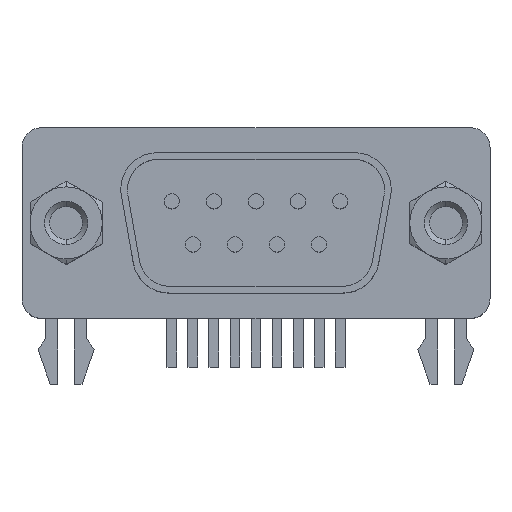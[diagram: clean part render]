
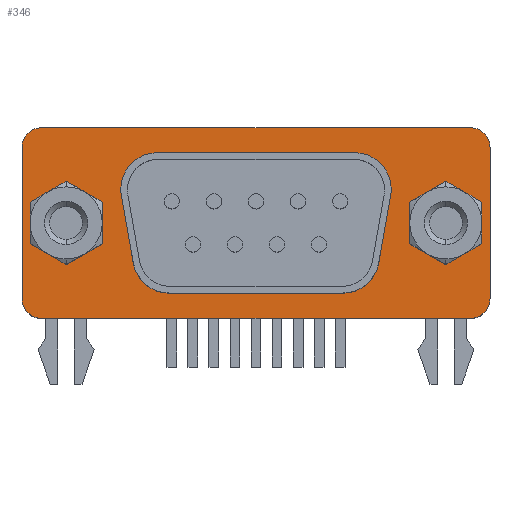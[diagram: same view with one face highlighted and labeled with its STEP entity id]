
A CAD part, top view. The second image highlights one B-rep face of the part: STEP entity #346.
In plain terms, the highlighted planar face has unit normal (0, 0, 1).
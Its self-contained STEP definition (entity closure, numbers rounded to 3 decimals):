
#346=ADVANCED_FACE('',(#876,#877,#878,#879),#880,.T.);
#876=FACE_BOUND('',#1617,.T.);
#877=FACE_BOUND('',#1618,.T.);
#878=FACE_OUTER_BOUND('',#1619,.T.);
#879=FACE_BOUND('',#1620,.T.);
#880=PLANE('',#1621);
#1617=EDGE_LOOP('',(#2569,#2570,#2571,#2572,#2573,#2574));
#1618=EDGE_LOOP('',(#2575,#2576,#2577,#2578,#2579,#2580,#2581,#2582,#2583,#2584));
#1619=EDGE_LOOP('',(#2585,#2586,#2587,#2588,#2589,#2590,#2591,#2592));
#1620=EDGE_LOOP('',(#2593,#2594,#2595,#2596,#2597,#2598));
#1621=AXIS2_PLACEMENT_3D('',#2599,#2600,#2601);
#2569=ORIENTED_EDGE('',*,*,#4477,.T.);
#2570=ORIENTED_EDGE('',*,*,#4478,.T.);
#2571=ORIENTED_EDGE('',*,*,#4479,.T.);
#2572=ORIENTED_EDGE('',*,*,#4480,.T.);
#2573=ORIENTED_EDGE('',*,*,#4481,.T.);
#2574=ORIENTED_EDGE('',*,*,#4482,.T.);
#2575=ORIENTED_EDGE('',*,*,#4483,.T.);
#2576=ORIENTED_EDGE('',*,*,#4484,.T.);
#2577=ORIENTED_EDGE('',*,*,#4485,.T.);
#2578=ORIENTED_EDGE('',*,*,#4315,.T.);
#2579=ORIENTED_EDGE('',*,*,#4486,.T.);
#2580=ORIENTED_EDGE('',*,*,#4308,.T.);
#2581=ORIENTED_EDGE('',*,*,#4487,.T.);
#2582=ORIENTED_EDGE('',*,*,#4488,.T.);
#2583=ORIENTED_EDGE('',*,*,#4489,.T.);
#2584=ORIENTED_EDGE('',*,*,#4490,.T.);
#2585=ORIENTED_EDGE('',*,*,#4491,.F.);
#2586=ORIENTED_EDGE('',*,*,#4492,.F.);
#2587=ORIENTED_EDGE('',*,*,#4493,.F.);
#2588=ORIENTED_EDGE('',*,*,#4494,.F.);
#2589=ORIENTED_EDGE('',*,*,#4495,.F.);
#2590=ORIENTED_EDGE('',*,*,#4496,.F.);
#2591=ORIENTED_EDGE('',*,*,#4497,.F.);
#2592=ORIENTED_EDGE('',*,*,#4498,.F.);
#2593=ORIENTED_EDGE('',*,*,#4469,.T.);
#2594=ORIENTED_EDGE('',*,*,#4472,.T.);
#2595=ORIENTED_EDGE('',*,*,#4459,.T.);
#2596=ORIENTED_EDGE('',*,*,#4463,.T.);
#2597=ORIENTED_EDGE('',*,*,#4466,.T.);
#2598=ORIENTED_EDGE('',*,*,#4474,.T.);
#2599=CARTESIAN_POINT('',(0.,0.0,0.0));
#2600=DIRECTION('',(0.0,0.0,1.0));
#2601=DIRECTION('',(1.0,0.0,0.0));
#4308=EDGE_CURVE('',#5120,#5117,#5121,.T.);
#4315=EDGE_CURVE('',#5127,#5131,#5133,.T.);
#4459=EDGE_CURVE('',#5366,#5364,#5367,.T.);
#4463=EDGE_CURVE('',#5364,#5370,#5372,.T.);
#4466=EDGE_CURVE('',#5370,#5374,#5376,.T.);
#4469=EDGE_CURVE('',#5380,#5378,#5381,.T.);
#4472=EDGE_CURVE('',#5378,#5366,#5384,.T.);
#4474=EDGE_CURVE('',#5374,#5380,#5386,.T.);
#4477=EDGE_CURVE('',#5389,#5390,#5391,.T.);
#4478=EDGE_CURVE('',#5390,#5392,#5393,.T.);
#4479=EDGE_CURVE('',#5392,#5394,#5395,.T.);
#4480=EDGE_CURVE('',#5394,#5396,#5397,.T.);
#4481=EDGE_CURVE('',#5396,#5398,#5399,.T.);
#4482=EDGE_CURVE('',#5398,#5389,#5400,.T.);
#4483=EDGE_CURVE('',#5401,#5402,#5403,.T.);
#4484=EDGE_CURVE('',#5402,#5404,#5405,.T.);
#4485=EDGE_CURVE('',#5404,#5127,#5406,.T.);
#4486=EDGE_CURVE('',#5131,#5120,#5407,.T.);
#4487=EDGE_CURVE('',#5117,#5408,#5409,.T.);
#4488=EDGE_CURVE('',#5408,#5410,#5411,.T.);
#4489=EDGE_CURVE('',#5410,#5412,#5413,.T.);
#4490=EDGE_CURVE('',#5412,#5401,#5414,.T.);
#4491=EDGE_CURVE('',#5415,#5416,#5417,.T.);
#4492=EDGE_CURVE('',#5418,#5415,#5419,.T.);
#4493=EDGE_CURVE('',#5420,#5418,#5421,.T.);
#4494=EDGE_CURVE('',#5422,#5420,#5423,.T.);
#4495=EDGE_CURVE('',#5424,#5422,#5425,.T.);
#4496=EDGE_CURVE('',#5426,#5424,#5427,.T.);
#4497=EDGE_CURVE('',#5428,#5426,#5429,.T.);
#4498=EDGE_CURVE('',#5416,#5428,#5430,.T.);
#5117=VERTEX_POINT('',#6303);
#5120=VERTEX_POINT('',#6307);
#5121=CIRCLE('',#6308,2.4);
#5127=VERTEX_POINT('',#6315);
#5131=VERTEX_POINT('',#6320);
#5133=CIRCLE('',#6323,2.4);
#5364=VERTEX_POINT('',#6750);
#5366=VERTEX_POINT('',#6753);
#5367=LINE('',#6754,#6755);
#5370=VERTEX_POINT('',#6759);
#5372=LINE('',#6762,#6763);
#5374=VERTEX_POINT('',#6765);
#5376=LINE('',#6768,#6769);
#5378=VERTEX_POINT('',#6771);
#5380=VERTEX_POINT('',#6774);
#5381=LINE('',#6775,#6776);
#5384=LINE('',#6780,#6781);
#5386=LINE('',#6783,#6784);
#5389=VERTEX_POINT('',#6787);
#5390=VERTEX_POINT('',#6788);
#5391=LINE('',#6789,#6790);
#5392=VERTEX_POINT('',#6791);
#5393=LINE('',#6792,#6793);
#5394=VERTEX_POINT('',#6794);
#5395=LINE('',#6795,#6796);
#5396=VERTEX_POINT('',#6797);
#5397=LINE('',#6798,#6799);
#5398=VERTEX_POINT('',#6800);
#5399=LINE('',#6801,#6802);
#5400=LINE('',#6803,#6804);
#5401=VERTEX_POINT('',#6805);
#5402=VERTEX_POINT('',#6806);
#5403=CIRCLE('',#6807,2.4);
#5404=VERTEX_POINT('',#6808);
#5405=LINE('',#6809,#6810);
#5406=CIRCLE('',#6811,2.4);
#5407=LINE('',#6812,#6813);
#5408=VERTEX_POINT('',#6814);
#5409=CIRCLE('',#6815,2.4);
#5410=VERTEX_POINT('',#6816);
#5411=LINE('',#6817,#6818);
#5412=VERTEX_POINT('',#6819);
#5413=CIRCLE('',#6820,2.4);
#5414=LINE('',#6821,#6822);
#5415=VERTEX_POINT('',#6823);
#5416=VERTEX_POINT('',#6824);
#5417=CIRCLE('',#6825,1.3);
#5418=VERTEX_POINT('',#6826);
#5419=LINE('',#6827,#6828);
#5420=VERTEX_POINT('',#6829);
#5421=CIRCLE('',#6830,1.3);
#5422=VERTEX_POINT('',#6831);
#5423=LINE('',#6832,#6833);
#5424=VERTEX_POINT('',#6834);
#5425=CIRCLE('',#6835,1.3);
#5426=VERTEX_POINT('',#6836);
#5427=LINE('',#6837,#6838);
#5428=VERTEX_POINT('',#6839);
#5429=CIRCLE('',#6840,1.3);
#5430=LINE('',#6841,#6842);
#6303=CARTESIAN_POINT('',(8.9,2.22,0.0));
#6307=CARTESIAN_POINT('',(6.5,4.62,0.0));
#6308=AXIS2_PLACEMENT_3D('',#8191,#8192,#8193);
#6315=CARTESIAN_POINT('',(-8.9,2.22,0.0));
#6320=CARTESIAN_POINT('',(-6.5,4.62,0.0));
#6323=AXIS2_PLACEMENT_3D('',#8203,#8204,#8205);
#6750=CARTESIAN_POINT('',(12.5,2.742,0.));
#6753=CARTESIAN_POINT('',(10.125,1.371,0.));
#6754=CARTESIAN_POINT('',(6.625,-0.65,0.0));
#6755=VECTOR('',#8399,1.0);
#6759=CARTESIAN_POINT('',(14.875,1.371,0.));
#6762=CARTESIAN_POINT('',(9.0,4.763,0.0));
#6763=VECTOR('',#8402,1.0);
#6765=CARTESIAN_POINT('',(14.875,-1.371,0.));
#6768=CARTESIAN_POINT('',(14.875,0.,0.0));
#6769=VECTOR('',#8404,1.0);
#6771=CARTESIAN_POINT('',(10.125,-1.371,0.));
#6774=CARTESIAN_POINT('',(12.5,-2.742,0.));
#6775=CARTESIAN_POINT('',(6.625,0.65,0.0));
#6776=VECTOR('',#8406,1.0);
#6780=CARTESIAN_POINT('',(10.125,0.,0.0));
#6781=VECTOR('',#8408,1.0);
#6783=CARTESIAN_POINT('',(9.0,-4.763,0.0));
#6784=VECTOR('',#8409,1.0);
#6787=CARTESIAN_POINT('',(-12.5,-2.742,0.));
#6788=CARTESIAN_POINT('',(-14.875,-1.371,0.));
#6789=CARTESIAN_POINT('',(-9.0,-4.763,0.0));
#6790=VECTOR('',#8410,1.0);
#6791=CARTESIAN_POINT('',(-14.875,1.371,0.));
#6792=CARTESIAN_POINT('',(-14.875,0.,0.0));
#6793=VECTOR('',#8411,1.0);
#6794=CARTESIAN_POINT('',(-12.5,2.742,0.));
#6795=CARTESIAN_POINT('',(-9.0,4.763,0.0));
#6796=VECTOR('',#8412,1.0);
#6797=CARTESIAN_POINT('',(-10.125,1.371,0.));
#6798=CARTESIAN_POINT('',(-6.625,-0.65,0.));
#6799=VECTOR('',#8413,1.0);
#6800=CARTESIAN_POINT('',(-10.125,-1.371,0.));
#6801=CARTESIAN_POINT('',(-10.125,0.,0.0));
#6802=VECTOR('',#8414,1.0);
#6803=CARTESIAN_POINT('',(-6.625,0.65,0.0));
#6804=VECTOR('',#8415,1.0);
#6805=CARTESIAN_POINT('',(-5.717,-4.62,0.0));
#6806=CARTESIAN_POINT('',(-8.081,-2.637,0.0));
#6807=AXIS2_PLACEMENT_3D('',#8416,#8417,#8418);
#6808=CARTESIAN_POINT('',(-8.864,1.803,0.0));
#6809=CARTESIAN_POINT('',(-8.38,-0.939,0.));
#6810=VECTOR('',#8419,1.0);
#6811=AXIS2_PLACEMENT_3D('',#8420,#8421,#8422);
#6812=CARTESIAN_POINT('',(0.,4.62,0.0));
#6813=VECTOR('',#8423,1.0);
#6814=CARTESIAN_POINT('',(8.864,1.803,0.0));
#6815=AXIS2_PLACEMENT_3D('',#8424,#8425,#8426);
#6816=CARTESIAN_POINT('',(8.081,-2.637,0.0));
#6817=CARTESIAN_POINT('',(8.38,-0.939,0.0));
#6818=VECTOR('',#8427,1.0);
#6819=CARTESIAN_POINT('',(5.717,-4.62,0.0));
#6820=AXIS2_PLACEMENT_3D('',#8428,#8429,#8430);
#6821=CARTESIAN_POINT('',(0.,-4.62,0.0));
#6822=VECTOR('',#8431,1.0);
#6823=CARTESIAN_POINT('',(-14.105,-6.275,0.0));
#6824=CARTESIAN_POINT('',(-15.405,-4.975,0.0));
#6825=AXIS2_PLACEMENT_3D('',#8432,#8433,#8434);
#6826=CARTESIAN_POINT('',(14.105,-6.275,0.0));
#6827=CARTESIAN_POINT('',(-14.105,-6.275,0.0));
#6828=VECTOR('',#8435,1.0);
#6829=CARTESIAN_POINT('',(15.405,-4.975,0.0));
#6830=AXIS2_PLACEMENT_3D('',#8436,#8437,#8438);
#6831=CARTESIAN_POINT('',(15.405,4.975,0.0));
#6832=CARTESIAN_POINT('',(15.405,-4.975,0.0));
#6833=VECTOR('',#8439,1.0);
#6834=CARTESIAN_POINT('',(14.105,6.275,0.0));
#6835=AXIS2_PLACEMENT_3D('',#8440,#8441,#8442);
#6836=CARTESIAN_POINT('',(-14.105,6.275,0.0));
#6837=CARTESIAN_POINT('',(14.105,6.275,0.0));
#6838=VECTOR('',#8443,1.0);
#6839=CARTESIAN_POINT('',(-15.405,4.975,0.0));
#6840=AXIS2_PLACEMENT_3D('',#8444,#8445,#8446);
#6841=CARTESIAN_POINT('',(-15.405,4.975,0.0));
#6842=VECTOR('',#8447,1.0);
#8191=CARTESIAN_POINT('',(6.5,2.22,0.0));
#8192=DIRECTION('',(0.0,0.0,-1.0));
#8193=DIRECTION('',(1.0,0.0,0.0));
#8203=CARTESIAN_POINT('',(-6.5,2.22,0.0));
#8204=DIRECTION('',(0.0,0.0,-1.0));
#8205=DIRECTION('',(1.0,0.0,0.0));
#8399=DIRECTION('',(0.866,0.5,-0.0));
#8402=DIRECTION('',(0.866,-0.5,0.0));
#8404=DIRECTION('',(0.,-1.0,0.0));
#8406=DIRECTION('',(-0.866,0.5,0.0));
#8408=DIRECTION('',(0.,1.0,-0.0));
#8409=DIRECTION('',(-0.866,-0.5,0.0));
#8410=DIRECTION('',(-0.866,0.5,0.0));
#8411=DIRECTION('',(0.,1.0,-0.0));
#8412=DIRECTION('',(0.866,0.5,-0.0));
#8413=DIRECTION('',(0.866,-0.5,0.0));
#8414=DIRECTION('',(0.,-1.0,0.0));
#8415=DIRECTION('',(-0.866,-0.5,0.0));
#8416=CARTESIAN_POINT('',(-5.717,-2.22,0.0));
#8417=DIRECTION('',(0.0,0.0,-1.0));
#8418=DIRECTION('',(1.0,0.0,0.0));
#8419=DIRECTION('',(-0.174,0.985,0.0));
#8420=CARTESIAN_POINT('',(-6.5,2.22,0.0));
#8421=DIRECTION('',(0.0,0.0,-1.0));
#8422=DIRECTION('',(1.0,0.0,0.0));
#8423=DIRECTION('',(1.0,0.0,0.0));
#8424=CARTESIAN_POINT('',(6.5,2.22,0.0));
#8425=DIRECTION('',(0.0,0.0,-1.0));
#8426=DIRECTION('',(1.0,0.0,0.0));
#8427=DIRECTION('',(-0.174,-0.985,0.0));
#8428=CARTESIAN_POINT('',(5.717,-2.22,0.0));
#8429=DIRECTION('',(0.0,0.0,-1.0));
#8430=DIRECTION('',(1.0,0.0,0.0));
#8431=DIRECTION('',(-1.0,0.0,0.0));
#8432=CARTESIAN_POINT('',(-14.105,-4.975,0.0));
#8433=DIRECTION('',(0.0,0.0,-1.0));
#8434=DIRECTION('',(1.0,0.0,0.0));
#8435=DIRECTION('',(-1.0,-0.0,-0.0));
#8436=CARTESIAN_POINT('',(14.105,-4.975,0.0));
#8437=DIRECTION('',(0.0,0.0,-1.0));
#8438=DIRECTION('',(1.0,0.0,0.0));
#8439=DIRECTION('',(-0.0,-1.0,-0.0));
#8440=CARTESIAN_POINT('',(14.105,4.975,0.0));
#8441=DIRECTION('',(0.0,0.0,-1.0));
#8442=DIRECTION('',(1.0,0.0,0.0));
#8443=DIRECTION('',(1.0,0.,0.0));
#8444=CARTESIAN_POINT('',(-14.105,4.975,0.0));
#8445=DIRECTION('',(0.0,0.0,-1.0));
#8446=DIRECTION('',(1.0,0.0,0.0));
#8447=DIRECTION('',(0.0,1.0,0.0));
